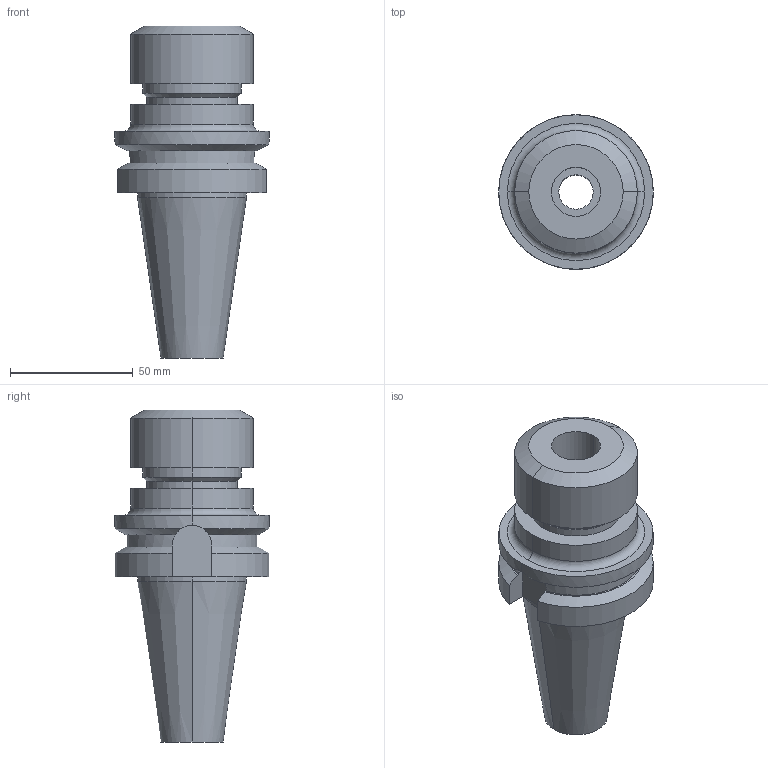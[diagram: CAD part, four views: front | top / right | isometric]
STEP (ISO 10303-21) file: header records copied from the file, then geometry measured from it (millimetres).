
FILE_DESCRIPTION (( 'STEP AP203' ), '1' );
FILE_NAME ('STP-16177-AD+B.STEP', '2020-06-17T09:38:02', ( '' ), ( '' ), 'SwSTEP 2.0', 'SolidWorks 2017', '' );
FILE_SCHEMA (( 'CONFIG_CONTROL_DESIGN' ));
Length unit declared in the file: millimetre
Products named in the file (1): STP-16177-AD+B
Bounding box: 63 x 63 x 135.4 mm (x, y, z)
Volume: 182139.5 mm3; surface area: 32938.7 mm2
Topology: 1 solids, 1 shells, 58 faces, 136 edges, 87 vertices
Faces by surface type: cylinder 27, plane 19, cone 10, torus 2
Entity records: 1816 total; most frequent: CARTESIAN_POINT 374, DIRECTION 301, ORIENTED_EDGE 272, EDGE_CURVE 136, AXIS2_PLACEMENT_3D 122, VERTEX_POINT 87, EDGE_LOOP 67, CIRCLE 63
